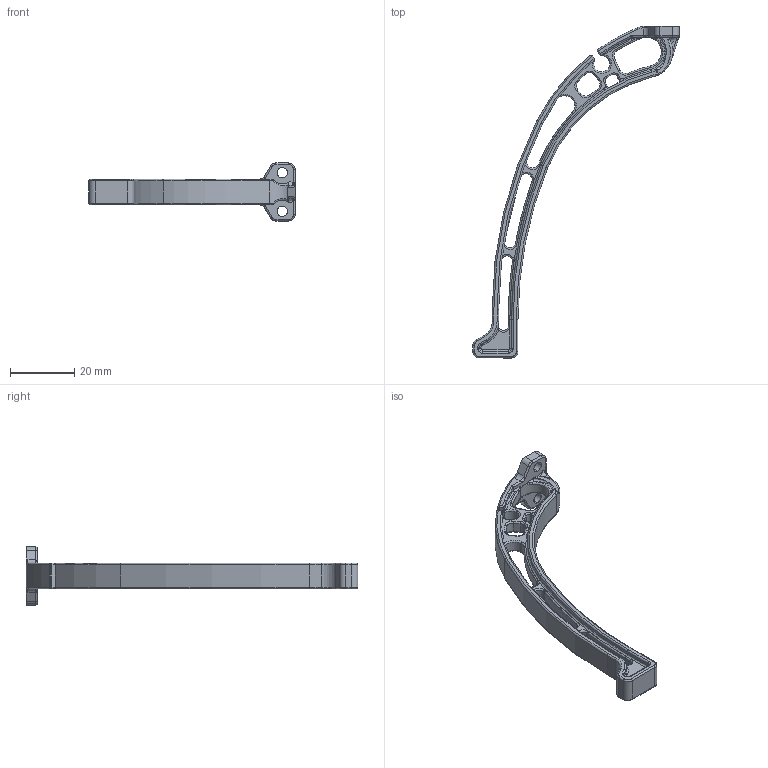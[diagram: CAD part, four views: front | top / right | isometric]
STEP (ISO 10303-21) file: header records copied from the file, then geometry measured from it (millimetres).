
FILE_DESCRIPTION (( 'STEP AP214' ), '1' );
FILE_NAME ('Pota dron.STEP', '2025-03-20T09:39:31', ( 'Informatica' ), ( '' ), 'SwSTEP 2.0', 'SolidWorks 2025', '' );
FILE_SCHEMA (( 'AUTOMOTIVE_DESIGN' ));
Length unit declared in the file: millimetre
Products named in the file (1): Pota dron
Bounding box: 64 x 103 x 18 mm (x, y, z)
Volume: 5663.5 mm3; surface area: 5702.6 mm2
Topology: 1 solids, 1 shells, 381 faces, 945 edges, 537 vertices
Faces by surface type: cylinder 145, torus 138, bspline 48, plane 41, sphere 9
Entity records: 13053 total; most frequent: CARTESIAN_POINT 4229, DIRECTION 1990, ORIENTED_EDGE 1838, EDGE_CURVE 919, AXIS2_PLACEMENT_3D 871, CIRCLE 537, VERTEX_POINT 534, EDGE_LOOP 387
